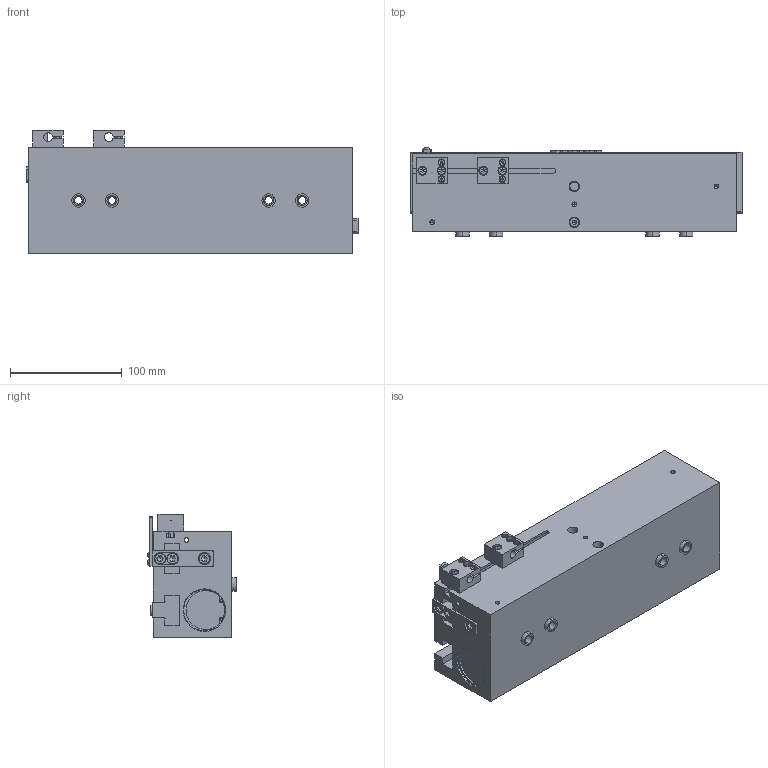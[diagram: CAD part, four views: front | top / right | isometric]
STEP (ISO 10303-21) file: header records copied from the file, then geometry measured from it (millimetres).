
FILE_DESCRIPTION (( 'STEP AP214' ), '1' );
FILE_NAME ('PLE32-100.STEP', '2012-03-06T00:29:16', ( 'xw4600' ), ( '' ), 'SwSTEP 2.0', 'SolidWorks 2010', '' );
FILE_SCHEMA (( 'AUTOMOTIVE_DESIGN' ));
Length unit declared in the file: millimetre
Products named in the file (19): PLE-32D-A00-01_Default; PLE-32D-A00-02_ISO - Spur gear 1.5M 16T 20PA 13FW ---S16A75H50L0.8N; PLE-32D-A00-03_Default; PLE-32D-A00-06_Default; PLE-32D-A00-07_Default; PLE-32D-A00-08_Default; PLE-32D-A00-09_Default; PLE-32D-A00-10_Default; PLE-32D-A00-11_Default; S-Ring(H28)_KS 1336 I - 28; S-Ring(H37)_KS 1336 I - 37; O-rings(S29)_O-ring 29x1.8-B-ISO 3601-1; socket head cap screw_ISO 4762 M6 x 20 --- 20N; socket head cap screw_ISO 4762 M6 x 25 --- 25N; socket head cap screw_ISO 4762 M4 x 16 --- 16N; socket head cap screw_ISO 4762 M3 x 8 --- 8N; socket button head screw_ISO 7380 - M3 x 6 --- 6N; Ball Bearing(6902)_KS B 2023 S69 - 6902-S-C; PLE32-100
Assembly tree (43 placements, depth 2):
  PLE32-100
    PLE-32D-A00-03_Default  x2
    PLE-32D-A00-11_Default  x6
    socket head cap screw_ISO 4762 M4 x 16 --- 16N  x4
    PLE-32D-A00-08_Default  x2
    socket head cap screw_ISO 4762 M6 x 20 --- 20N  x2
    O-rings(S29)_O-ring 29x1.8-B-ISO 3601-1  x2
    Ball Bearing(6902)_KS B 2023 S69 - 6902-S-C
    PLE-32D-A00-07_Default  x2
    socket button head screw_ISO 7380 - M3 x 6 --- 6N  x2
    S-Ring(H37)_KS 1336 I - 37  x2
    PLE-32D-A00-10_Default  x4
    socket head cap screw_ISO 4762 M6 x 25 --- 25N  x4
    PLE-32D-A00-06_Default  x2
    socket head cap screw_ISO 4762 M3 x 8 --- 8N  x4
    PLE-32D-A00-02_ISO - Spur gear 1.5M 16T 20PA 13FW ---S16A75H50L0.8N
    S-Ring(H28)_KS 1336 I - 28
    PLE-32D-A00-01_Default
    PLE-32D-A00-09_Default
Bounding box: 296.72 x 79.15 x 110 mm (x, y, z)
Volume: 1465554.3 mm3; surface area: 299769.5 mm2
Topology: 43 solids, 43 shells, 1400 faces, 3424 edges, 2138 vertices
Faces by surface type: plane 690, cylinder 494, cone 128, torus 84, sphere 4
Entity records: 25620 total; most frequent: CARTESIAN_POINT 4695, DIRECTION 4372, ORIENTED_EDGE 3892, EDGE_CURVE 1946, AXIS2_PLACEMENT_3D 1637, VERTEX_POINT 1250, VECTOR 1098, LINE 1098
